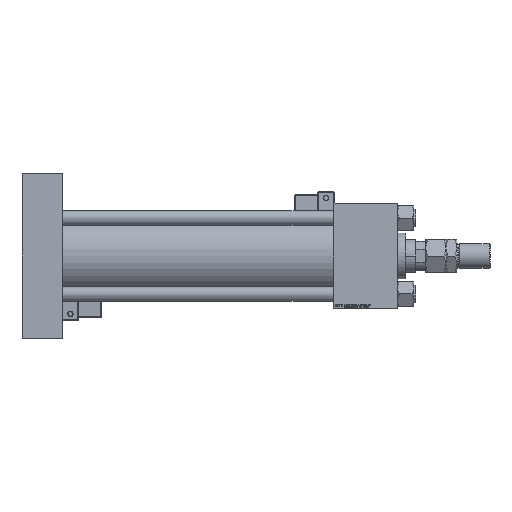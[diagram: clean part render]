
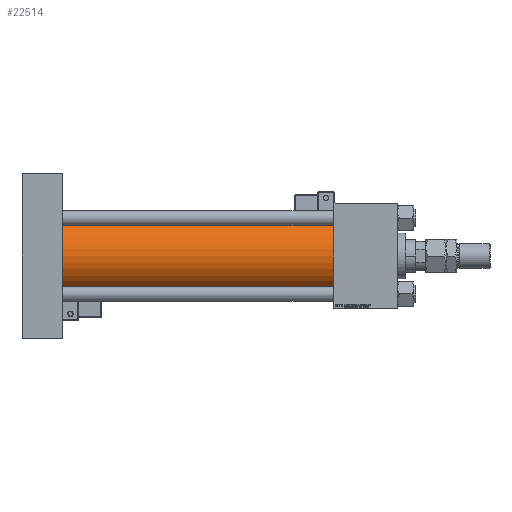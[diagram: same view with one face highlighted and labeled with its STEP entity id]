
A CAD part, front view. The second image highlights one B-rep face of the part: STEP entity #22514.
In plain terms, the highlighted cylindrical face has radius 43 mm (diameter 86 mm), a partial arc.
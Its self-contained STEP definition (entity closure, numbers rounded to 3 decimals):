
#6655 = VERTEX_POINT ( 'NONE', #33093 ) ;
#8724 = EDGE_CURVE ( 'NONE', #50988, #6655, #49655, .T. ) ;
#10875 = LINE ( 'NONE', #32791, #47424 ) ;
#11680 = CIRCLE ( 'NONE', #16197, 43. ) ;
#12271 = CARTESIAN_POINT ( 'NONE',  ( 340., 0., 0. ) ) ;
#12787 = EDGE_CURVE ( 'NONE', #16399, #6655, #52517, .T. ) ;
#12959 = VERTEX_POINT ( 'NONE', #15934 ) ;
#13693 = EDGE_LOOP ( 'NONE', ( #24601, #41384, #16286, #24567 ) ) ;
#14349 = AXIS2_PLACEMENT_3D ( 'NONE', #25932, #17117, #47870 ) ;
#14455 = EDGE_CURVE ( 'NONE', #12959, #50988, #11680, .T. ) ;
#14714 = DIRECTION ( 'NONE',  ( 1., 0., 0. ) ) ;
#15934 = CARTESIAN_POINT ( 'NONE',  ( 340., 0., 43. ) ) ;
#16197 = AXIS2_PLACEMENT_3D ( 'NONE', #27799, #14714, #53164 ) ;
#16286 = ORIENTED_EDGE ( 'NONE', *, *, #54301, .T. ) ;
#16399 = VERTEX_POINT ( 'NONE', #54975 ) ;
#17117 = DIRECTION ( 'NONE',  ( 1., 0., 0. ) ) ;
#19593 = VECTOR ( 'NONE', #54214, 1000. ) ;
#22514 = ADVANCED_FACE ( 'NONE', ( #25919 ), #55823, .T. ) ;
#23468 = CARTESIAN_POINT ( 'NONE',  ( 340., 0., -43. ) ) ;
#24567 = ORIENTED_EDGE ( 'NONE', *, *, #12787, .T. ) ;
#24601 = ORIENTED_EDGE ( 'NONE', *, *, #8724, .F. ) ;
#25919 = FACE_OUTER_BOUND ( 'NONE', #13693, .T. ) ;
#25932 = CARTESIAN_POINT ( 'NONE',  ( 44., 0., 0. ) ) ;
#27799 = CARTESIAN_POINT ( 'NONE',  ( 340., 0., 0. ) ) ;
#29908 = DIRECTION ( 'NONE',  ( 0., 0., 1. ) ) ;
#32134 = CARTESIAN_POINT ( 'NONE',  ( 340., 0., -43. ) ) ;
#32791 = CARTESIAN_POINT ( 'NONE',  ( 340., 0., 43. ) ) ;
#33093 = CARTESIAN_POINT ( 'NONE',  ( 44., 0., -43. ) ) ;
#33345 = DIRECTION ( 'NONE',  ( -1., 0., 0. ) ) ;
#41384 = ORIENTED_EDGE ( 'NONE', *, *, #14455, .F. ) ;
#47424 = VECTOR ( 'NONE', #33345, 1000. ) ;
#47870 = DIRECTION ( 'NONE',  ( 0., 0., 1. ) ) ;
#49157 = AXIS2_PLACEMENT_3D ( 'NONE', #12271, #51842, #29908 ) ;
#49655 = LINE ( 'NONE', #23468, #19593 ) ;
#50988 = VERTEX_POINT ( 'NONE', #32134 ) ;
#51842 = DIRECTION ( 'NONE',  ( -1., 0., 0. ) ) ;
#52517 = CIRCLE ( 'NONE', #14349, 43. ) ;
#53164 = DIRECTION ( 'NONE',  ( 0., 0., -1. ) ) ;
#54214 = DIRECTION ( 'NONE',  ( -1., 0., 0. ) ) ;
#54301 = EDGE_CURVE ( 'NONE', #12959, #16399, #10875, .T. ) ;
#54975 = CARTESIAN_POINT ( 'NONE',  ( 44., 0., 43. ) ) ;
#55823 = CYLINDRICAL_SURFACE ( 'NONE', #49157, 43. ) ;
